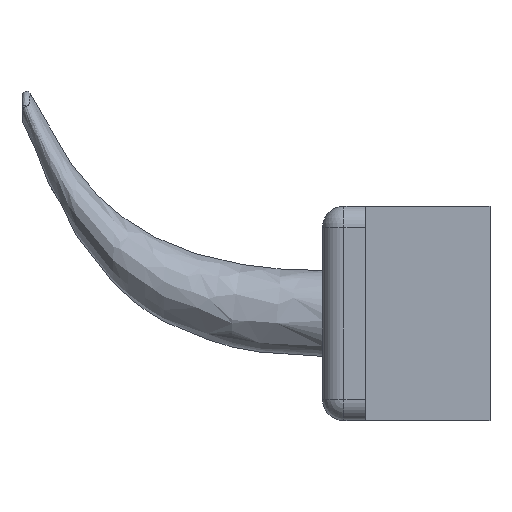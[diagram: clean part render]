
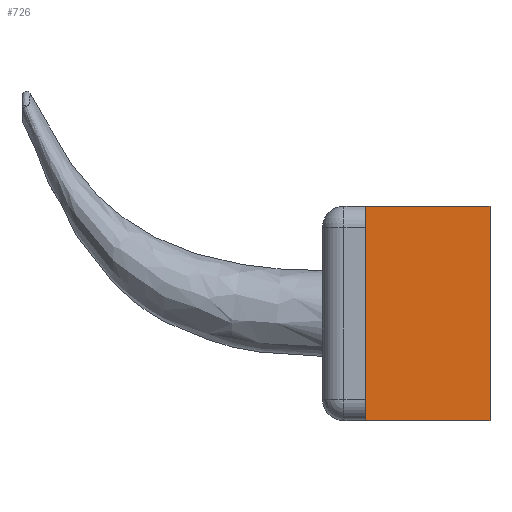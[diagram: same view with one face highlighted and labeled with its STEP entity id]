
A CAD part, left-side view. The second image highlights one B-rep face of the part: STEP entity #726.
In plain terms, the highlighted planar face has unit normal (-1, 0, 0).
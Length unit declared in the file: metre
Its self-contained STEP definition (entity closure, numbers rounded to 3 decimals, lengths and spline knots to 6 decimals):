
#27=LINE('',#6815,#59);
#46=LINE('',#6863,#78);
#48=LINE('',#6869,#80);
#49=LINE('',#6870,#81);
#59=VECTOR('',#831,1.);
#78=VECTOR('',#870,1.);
#80=VECTOR('',#876,1.);
#81=VECTOR('',#877,1.);
#120=PLANE('',#780);
#255=ORIENTED_EDGE('',*,*,#413,.F.);
#256=ORIENTED_EDGE('',*,*,#387,.F.);
#257=ORIENTED_EDGE('',*,*,#414,.T.);
#258=ORIENTED_EDGE('',*,*,#410,.T.);
#387=EDGE_CURVE('',#474,#472,#27,.T.);
#410=EDGE_CURVE('',#494,#493,#46,.T.);
#413=EDGE_CURVE('',#472,#493,#48,.T.);
#414=EDGE_CURVE('',#474,#494,#49,.T.);
#472=VERTEX_POINT('',#6810);
#474=VERTEX_POINT('',#6814);
#493=VERTEX_POINT('',#6862);
#494=VERTEX_POINT('',#6864);
#596=EDGE_LOOP('',(#255,#256,#257,#258));
#658=FACE_BOUND('',#596,.T.);
#726=ADVANCED_FACE('',(#658),#120,.T.);
#780=AXIS2_PLACEMENT_3D('',#6868,#874,#875);
#831=DIRECTION('',(0.,0.,-1.));
#870=DIRECTION('',(0.,0.,-1.));
#874=DIRECTION('',(-1.,0.,0.));
#875=DIRECTION('',(0.,0.,1.));
#876=DIRECTION('',(0.,1.,0.));
#877=DIRECTION('',(0.,1.,0.));
#6810=CARTESIAN_POINT('',(-0.0075,-0.008143,0.));
#6814=CARTESIAN_POINT('',(-0.0075,-0.008143,0.01));
#6815=CARTESIAN_POINT('',(-0.0075,-0.008143,0.01));
#6862=CARTESIAN_POINT('',(-0.0075,-0.002338,0.));
#6863=CARTESIAN_POINT('',(-0.0075,-0.002338,0.01));
#6864=CARTESIAN_POINT('',(-0.0075,-0.002338,0.01));
#6868=CARTESIAN_POINT('',(-0.0075,-0.005241,0.01));
#6869=CARTESIAN_POINT('',(-0.0075,-0.005241,0.));
#6870=CARTESIAN_POINT('',(-0.0075,-0.005241,0.01));
